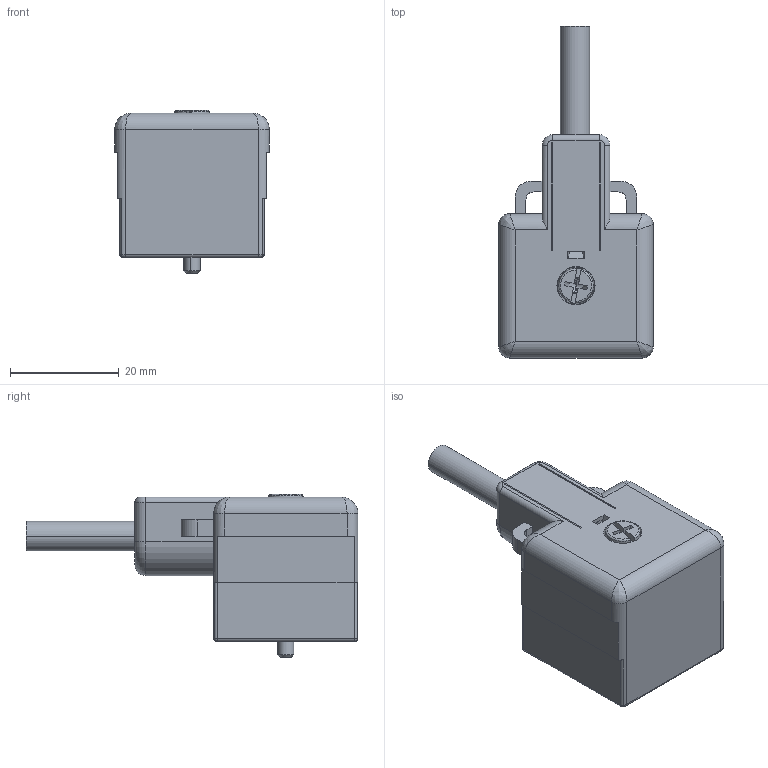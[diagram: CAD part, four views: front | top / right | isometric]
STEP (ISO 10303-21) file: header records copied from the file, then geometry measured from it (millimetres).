
FILE_DESCRIPTION(('CATIA V5 STEP Exchange','CAx-IF Rec.Pracs.--- Model Styling and Organization---1.4--- 2014-01-23'),'2;1');
FILE_NAME ('034438-3_0_9457711300_9457711300.stp','2020-08-18T12:12:15+00:00',('none'),('Weidmueller'),'CATIA Version 5-6 Release 2016 SP3 HF44','CATIA V5 STEP AP214','none');
FILE_SCHEMA(('AUTOMOTIVE_DESIGN { 1 0 10303 214 1 1 1 1 }'));
Length unit declared in the file: millimetre
Products named in the file (1): 9457711300
Bounding box: 28.4 x 61 x 30 mm (x, y, z)
Volume: 20925.5 mm3; surface area: 6183.7 mm2
Topology: 8 solids, 8 shells, 367 faces, 973 edges, 632 vertices
Faces by surface type: plane 273, cylinder 60, cone 12, torus 10, bspline 8, sphere 4
Entity records: 11309 total; most frequent: CARTESIAN_POINT 2700, ORIENTED_EDGE 1926, DIRECTION 1466, EDGE_CURVE 953, VECTOR 711, LINE 711, VERTEX_POINT 614, AXIS2_PLACEMENT_3D 441
